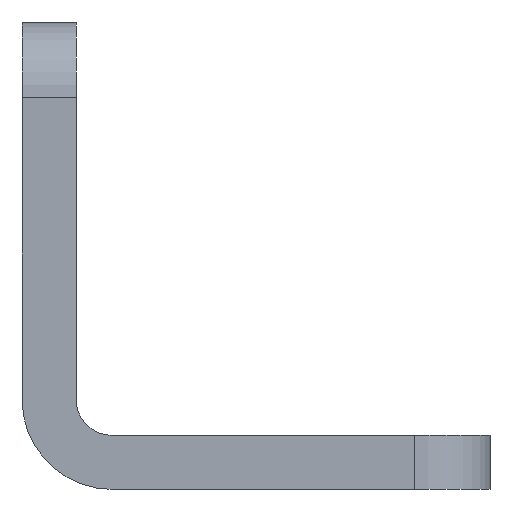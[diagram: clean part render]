
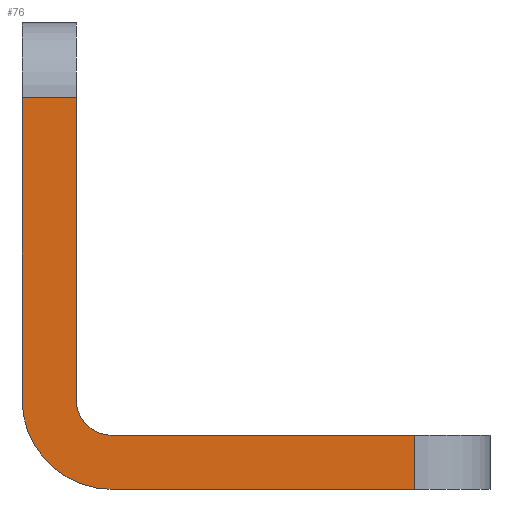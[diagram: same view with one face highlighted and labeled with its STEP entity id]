
A CAD part, left-side view. The second image highlights one B-rep face of the part: STEP entity #76.
In plain terms, the highlighted planar face has unit normal (-1, 0, 0).
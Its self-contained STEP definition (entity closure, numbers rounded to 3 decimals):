
#76 = ADVANCED_FACE( '', ( #104 ), #105, .T. );
#104 = FACE_OUTER_BOUND( '', #162, .T. );
#105 = PLANE( '', #163 );
#162 = EDGE_LOOP( '', ( #233, #234, #235, #236, #237, #238, #239, #240 ) );
#163 = AXIS2_PLACEMENT_3D( '', #241, #242, #243 );
#233 = ORIENTED_EDGE( '', *, *, #430, .T. );
#234 = ORIENTED_EDGE( '', *, *, #431, .T. );
#235 = ORIENTED_EDGE( '', *, *, #432, .F. );
#236 = ORIENTED_EDGE( '', *, *, #433, .T. );
#237 = ORIENTED_EDGE( '', *, *, #434, .F. );
#238 = ORIENTED_EDGE( '', *, *, #435, .T. );
#239 = ORIENTED_EDGE( '', *, *, #424, .T. );
#240 = ORIENTED_EDGE( '', *, *, #436, .F. );
#241 = CARTESIAN_POINT( '', ( -88.9, -7.988, 2.286 ) );
#242 = DIRECTION( '', ( -1., 0., 0. ) );
#243 = DIRECTION( '', ( 0., 0., 1. ) );
#424 = EDGE_CURVE( '', #497, #495, #498, .T. );
#430 = EDGE_CURVE( '', #508, #509, #510, .T. );
#431 = EDGE_CURVE( '', #509, #511, #512, .F. );
#432 = EDGE_CURVE( '', #513, #511, #514, .T. );
#433 = EDGE_CURVE( '', #513, #515, #516, .T. );
#434 = EDGE_CURVE( '', #517, #515, #518, .T. );
#435 = EDGE_CURVE( '', #517, #497, #519, .F. );
#436 = EDGE_CURVE( '', #508, #495, #520, .T. );
#495 = VERTEX_POINT( '', #607 );
#497 = VERTEX_POINT( '', #610 );
#498 = LINE( '', #611, #612 );
#508 = VERTEX_POINT( '', #624 );
#509 = VERTEX_POINT( '', #625 );
#510 = LINE( '', #626, #627 );
#511 = VERTEX_POINT( '', #628 );
#512 = LINE( '', #629, #630 );
#513 = VERTEX_POINT( '', #631 );
#514 = LINE( '', #632, #633 );
#515 = VERTEX_POINT( '', #634 );
#516 = CIRCLE( '', #635, 3.81 );
#517 = VERTEX_POINT( '', #636 );
#518 = LINE( '', #637, #638 );
#519 = LINE( '', #639, #640 );
#520 = CIRCLE( '', #641, 1.524 );
#607 = CARTESIAN_POINT( '', ( -88.9, 7.988, 2.286 ) );
#610 = CARTESIAN_POINT( '', ( -88.9, -4.813, 2.286 ) );
#611 = CARTESIAN_POINT( '', ( -88.9, -7.988, 2.286 ) );
#612 = VECTOR( '', #750, 1000. );
#624 = CARTESIAN_POINT( '', ( -88.9, 9.512, 3.81 ) );
#625 = CARTESIAN_POINT( '', ( -88.9, 9.512, 16.561 ) );
#626 = CARTESIAN_POINT( '', ( -88.9, 9.512, 2.021 ) );
#627 = VECTOR( '', #762, 1000. );
#628 = CARTESIAN_POINT( '', ( -88.9, 11.798, 16.561 ) );
#629 = CARTESIAN_POINT( '', ( -88.9, 11.798, 16.561 ) );
#630 = VECTOR( '', #763, 1000. );
#631 = CARTESIAN_POINT( '', ( -88.9, 11.798, 3.81 ) );
#632 = CARTESIAN_POINT( '', ( -88.9, 11.798, 2.021 ) );
#633 = VECTOR( '', #764, 1000. );
#634 = CARTESIAN_POINT( '', ( -88.9, 7.988, 0. ) );
#635 = AXIS2_PLACEMENT_3D( '', #765, #766, #767 );
#636 = CARTESIAN_POINT( '', ( -88.9, -4.813, 0. ) );
#637 = CARTESIAN_POINT( '', ( -88.9, -7.988, 0. ) );
#638 = VECTOR( '', #768, 1000. );
#639 = CARTESIAN_POINT( '', ( -88.9, -4.813, 2.286 ) );
#640 = VECTOR( '', #769, 1000. );
#641 = AXIS2_PLACEMENT_3D( '', #770, #771, #772 );
#750 = DIRECTION( '', ( 0., 1., 0. ) );
#762 = DIRECTION( '', ( 0., 0., 1. ) );
#763 = DIRECTION( '', ( 0., -1., 0. ) );
#764 = DIRECTION( '', ( 0., 0., 1. ) );
#765 = CARTESIAN_POINT( '', ( -88.9, 7.988, 3.81 ) );
#766 = DIRECTION( '', ( -1., 0., 0. ) );
#767 = DIRECTION( '', ( 0., 0., 1. ) );
#768 = DIRECTION( '', ( 0., 1., 0. ) );
#769 = DIRECTION( '', ( 0., 0., -1. ) );
#770 = CARTESIAN_POINT( '', ( -88.9, 7.988, 3.81 ) );
#771 = DIRECTION( '', ( -1., 0., 0. ) );
#772 = DIRECTION( '', ( 0., 0., -1. ) );
